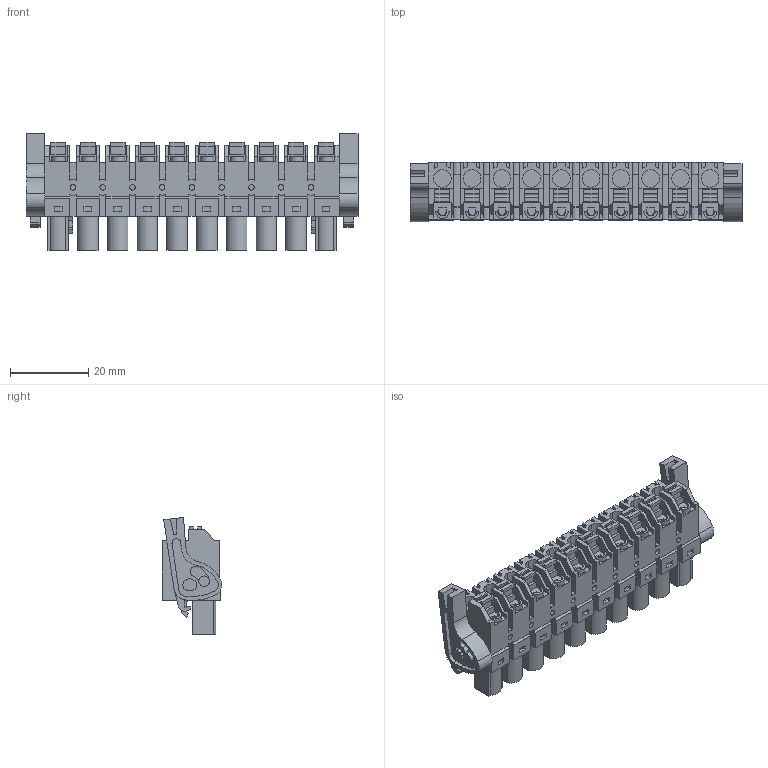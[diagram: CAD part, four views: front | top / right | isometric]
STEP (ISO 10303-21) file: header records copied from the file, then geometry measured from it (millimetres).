
FILE_DESCRIPTION(('CATIA V5 STEP Exchange','CAx-IF Rec.Pracs.--- Model Styling and Organization---1.2---2011-12-15'),'2;1');
FILE_NAME ('D1449885_0_1227460000_1227460000.stp','2017-04-08T10:39:38+00:00',('none'),('Weidmueller'),'CATIA Version 5-6 Release 2014','CATIA V5 STEP AP214','none');
FILE_SCHEMA(('AUTOMOTIVE_DESIGN { 1 0 10303 214 1 1 1 1 }'));
Length unit declared in the file: millimetre
Products named in the file (1): 1227460000
Bounding box: 85.02 x 15.31 x 29.96 mm (x, y, z)
Volume: 18679.6 mm3; surface area: 13305.9 mm2
Topology: 13 solids, 13 shells, 1122 faces, 3168 edges, 2172 vertices
Faces by surface type: plane 854, cylinder 259, extrusion 9
Entity records: 33713 total; most frequent: CARTESIAN_POINT 6650, ORIENTED_EDGE 6336, DIRECTION 4273, EDGE_CURVE 3168, VECTOR 2467, LINE 2458, VERTEX_POINT 2172, EDGE_LOOP 1230
